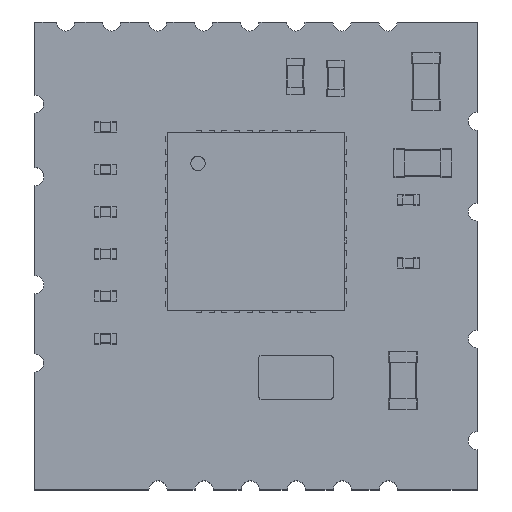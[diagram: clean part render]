
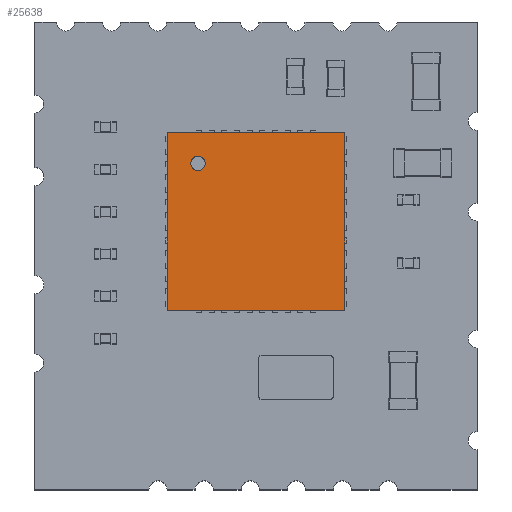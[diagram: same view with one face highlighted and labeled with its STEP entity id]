
A CAD part, top view. The second image highlights one B-rep face of the part: STEP entity #25638.
In plain terms, the highlighted free-form (B-spline) face has degree [1, 1] with [2, 2] control points.
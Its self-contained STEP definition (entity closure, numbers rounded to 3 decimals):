
#8139 = B_SPLINE_SURFACE_WITH_KNOTS('',1,1,(
    (#8140,#8141)
    ,(#8142,#8143
    )),.UNSPECIFIED.,.F.,.F.,.F.,(2,2),(2,2),(0.,1.),(-4.9,0.),
  .PIECEWISE_BEZIER_KNOTS.);
#8140 = CARTESIAN_POINT('',(2.45,2.45,0.1));
#8141 = CARTESIAN_POINT('',(-2.45,2.45,0.1));
#8142 = CARTESIAN_POINT('',(2.45,2.45,1.1));
#8143 = CARTESIAN_POINT('',(-2.45,2.45,1.1));
#8164 = B_SPLINE_SURFACE_WITH_KNOTS('',1,1,(
    (#8165,#8166)
    ,(#8167,#8168
    )),.UNSPECIFIED.,.F.,.F.,.F.,(2,2),(2,2),(0.,1.),(0.,4.9),
  .PIECEWISE_BEZIER_KNOTS.);
#8165 = CARTESIAN_POINT('',(-2.45,2.45,0.1));
#8166 = CARTESIAN_POINT('',(-2.45,-2.45,0.1));
#8167 = CARTESIAN_POINT('',(-2.45,2.45,1.1));
#8168 = CARTESIAN_POINT('',(-2.45,-2.45,1.1));
#9519 = B_SPLINE_SURFACE_WITH_KNOTS('',1,1,(
    (#9520,#9521)
    ,(#9522,#9523
    )),.UNSPECIFIED.,.F.,.F.,.F.,(2,2),(2,2),(0.,1.),(-4.9,0.),
  .PIECEWISE_BEZIER_KNOTS.);
#9520 = CARTESIAN_POINT('',(2.45,-2.45,0.1));
#9521 = CARTESIAN_POINT('',(-2.45,-2.45,0.1));
#9522 = CARTESIAN_POINT('',(2.45,-2.45,1.1));
#9523 = CARTESIAN_POINT('',(-2.45,-2.45,1.1));
#10494 = B_SPLINE_SURFACE_WITH_KNOTS('',1,1,(
    (#10495,#10496)
    ,(#10497,#10498
    )),.UNSPECIFIED.,.F.,.F.,.F.,(2,2),(2,2),(0.,1.),(0.,4.9),
  .PIECEWISE_BEZIER_KNOTS.);
#10495 = CARTESIAN_POINT('',(2.45,2.45,0.1));
#10496 = CARTESIAN_POINT('',(2.45,-2.45,0.1));
#10497 = CARTESIAN_POINT('',(2.45,2.45,1.1));
#10498 = CARTESIAN_POINT('',(2.45,-2.45,1.1));
#12793 = EDGE_CURVE('',#12794,#12796,#12798,.T.);
#12794 = VERTEX_POINT('',#12795);
#12795 = CARTESIAN_POINT('',(-2.45,2.45,1.1));
#12796 = VERTEX_POINT('',#12797);
#12797 = CARTESIAN_POINT('',(2.45,2.45,1.1));
#12798 = SURFACE_CURVE('',#12799,(#12802,#12808),.PCURVE_S1.);
#12799 = B_SPLINE_CURVE_WITH_KNOTS('',1,(#12800,#12801),.UNSPECIFIED.,
  .F.,.F.,(2,2),(0.,4.9),.PIECEWISE_BEZIER_KNOTS.);
#12800 = CARTESIAN_POINT('',(-2.45,2.45,1.1));
#12801 = CARTESIAN_POINT('',(2.45,2.45,1.1));
#12802 = PCURVE('',#8139,#12803);
#12803 = DEFINITIONAL_REPRESENTATION('',(#12804),#12807);
#12804 = B_SPLINE_CURVE_WITH_KNOTS('',1,(#12805,#12806),.UNSPECIFIED.,
  .F.,.F.,(2,2),(0.,4.9),.PIECEWISE_BEZIER_KNOTS.);
#12805 = CARTESIAN_POINT('',(1.,0.));
#12806 = CARTESIAN_POINT('',(1.,-4.9));
#12807 = ( GEOMETRIC_REPRESENTATION_CONTEXT(2) 
PARAMETRIC_REPRESENTATION_CONTEXT() REPRESENTATION_CONTEXT('2D SPACE',''
  ) );
#12808 = PCURVE('',#12809,#12814);
#12809 = B_SPLINE_SURFACE_WITH_KNOTS('',1,1,(
    (#12810,#12811)
    ,(#12812,#12813
    )),.UNSPECIFIED.,.F.,.F.,.F.,(2,2),(2,2),(0.,4.9),(
    0.,4.9),.PIECEWISE_BEZIER_KNOTS.);
#12810 = CARTESIAN_POINT('',(-2.45,2.45,1.1));
#12811 = CARTESIAN_POINT('',(2.45,2.45,1.1));
#12812 = CARTESIAN_POINT('',(-2.45,-2.45,1.1));
#12813 = CARTESIAN_POINT('',(2.45,-2.45,1.1));
#12814 = DEFINITIONAL_REPRESENTATION('',(#12815),#12818);
#12815 = B_SPLINE_CURVE_WITH_KNOTS('',1,(#12816,#12817),.UNSPECIFIED.,
  .F.,.F.,(2,2),(0.,4.9),.PIECEWISE_BEZIER_KNOTS.);
#12816 = CARTESIAN_POINT('',(0.,0.));
#12817 = CARTESIAN_POINT('',(0.,4.9));
#12818 = ( GEOMETRIC_REPRESENTATION_CONTEXT(2) 
PARAMETRIC_REPRESENTATION_CONTEXT() REPRESENTATION_CONTEXT('2D SPACE',''
  ) );
#13502 = EDGE_CURVE('',#12794,#13503,#13505,.T.);
#13503 = VERTEX_POINT('',#13504);
#13504 = CARTESIAN_POINT('',(-2.45,-2.45,1.1));
#13505 = SURFACE_CURVE('',#13506,(#13509,#13515),.PCURVE_S1.);
#13506 = B_SPLINE_CURVE_WITH_KNOTS('',1,(#13507,#13508),.UNSPECIFIED.,
  .F.,.F.,(2,2),(0.,4.9),.PIECEWISE_BEZIER_KNOTS.);
#13507 = CARTESIAN_POINT('',(-2.45,2.45,1.1));
#13508 = CARTESIAN_POINT('',(-2.45,-2.45,1.1));
#13509 = PCURVE('',#8164,#13510);
#13510 = DEFINITIONAL_REPRESENTATION('',(#13511),#13514);
#13511 = B_SPLINE_CURVE_WITH_KNOTS('',1,(#13512,#13513),.UNSPECIFIED.,
  .F.,.F.,(2,2),(0.,4.9),.PIECEWISE_BEZIER_KNOTS.);
#13512 = CARTESIAN_POINT('',(1.,0.));
#13513 = CARTESIAN_POINT('',(1.,4.9));
#13514 = ( GEOMETRIC_REPRESENTATION_CONTEXT(2) 
PARAMETRIC_REPRESENTATION_CONTEXT() REPRESENTATION_CONTEXT('2D SPACE',''
  ) );
#13515 = PCURVE('',#12809,#13516);
#13516 = DEFINITIONAL_REPRESENTATION('',(#13517),#13520);
#13517 = B_SPLINE_CURVE_WITH_KNOTS('',1,(#13518,#13519),.UNSPECIFIED.,
  .F.,.F.,(2,2),(0.,4.9),.PIECEWISE_BEZIER_KNOTS.);
#13518 = CARTESIAN_POINT('',(0.,0.));
#13519 = CARTESIAN_POINT('',(4.9,0.));
#13520 = ( GEOMETRIC_REPRESENTATION_CONTEXT(2) 
PARAMETRIC_REPRESENTATION_CONTEXT() REPRESENTATION_CONTEXT('2D SPACE',''
  ) );
#18441 = EDGE_CURVE('',#12796,#18442,#18444,.T.);
#18442 = VERTEX_POINT('',#18443);
#18443 = CARTESIAN_POINT('',(2.45,-2.45,1.1));
#18444 = SURFACE_CURVE('',#18445,(#18448,#18454),.PCURVE_S1.);
#18445 = B_SPLINE_CURVE_WITH_KNOTS('',1,(#18446,#18447),.UNSPECIFIED.,
  .F.,.F.,(2,2),(0.,4.9),.PIECEWISE_BEZIER_KNOTS.);
#18446 = CARTESIAN_POINT('',(2.45,2.45,1.1));
#18447 = CARTESIAN_POINT('',(2.45,-2.45,1.1));
#18448 = PCURVE('',#10494,#18449);
#18449 = DEFINITIONAL_REPRESENTATION('',(#18450),#18453);
#18450 = B_SPLINE_CURVE_WITH_KNOTS('',1,(#18451,#18452),.UNSPECIFIED.,
  .F.,.F.,(2,2),(0.,4.9),.PIECEWISE_BEZIER_KNOTS.);
#18451 = CARTESIAN_POINT('',(1.,0.));
#18452 = CARTESIAN_POINT('',(1.,4.9));
#18453 = ( GEOMETRIC_REPRESENTATION_CONTEXT(2) 
PARAMETRIC_REPRESENTATION_CONTEXT() REPRESENTATION_CONTEXT('2D SPACE',''
  ) );
#18454 = PCURVE('',#12809,#18455);
#18455 = DEFINITIONAL_REPRESENTATION('',(#18456),#18459);
#18456 = B_SPLINE_CURVE_WITH_KNOTS('',1,(#18457,#18458),.UNSPECIFIED.,
  .F.,.F.,(2,2),(0.,4.9),.PIECEWISE_BEZIER_KNOTS.);
#18457 = CARTESIAN_POINT('',(0.,4.9));
#18458 = CARTESIAN_POINT('',(4.9,4.9));
#18459 = ( GEOMETRIC_REPRESENTATION_CONTEXT(2) 
PARAMETRIC_REPRESENTATION_CONTEXT() REPRESENTATION_CONTEXT('2D SPACE',''
  ) );
#20978 = EDGE_CURVE('',#13503,#18442,#20979,.T.);
#20979 = SURFACE_CURVE('',#20980,(#20983,#20989),.PCURVE_S1.);
#20980 = B_SPLINE_CURVE_WITH_KNOTS('',1,(#20981,#20982),.UNSPECIFIED.,
  .F.,.F.,(2,2),(0.,4.9),.PIECEWISE_BEZIER_KNOTS.);
#20981 = CARTESIAN_POINT('',(-2.45,-2.45,1.1));
#20982 = CARTESIAN_POINT('',(2.45,-2.45,1.1));
#20983 = PCURVE('',#9519,#20984);
#20984 = DEFINITIONAL_REPRESENTATION('',(#20985),#20988);
#20985 = B_SPLINE_CURVE_WITH_KNOTS('',1,(#20986,#20987),.UNSPECIFIED.,
  .F.,.F.,(2,2),(0.,4.9),.PIECEWISE_BEZIER_KNOTS.);
#20986 = CARTESIAN_POINT('',(1.,0.));
#20987 = CARTESIAN_POINT('',(1.,-4.9));
#20988 = ( GEOMETRIC_REPRESENTATION_CONTEXT(2) 
PARAMETRIC_REPRESENTATION_CONTEXT() REPRESENTATION_CONTEXT('2D SPACE',''
  ) );
#20989 = PCURVE('',#12809,#20990);
#20990 = DEFINITIONAL_REPRESENTATION('',(#20991),#20994);
#20991 = B_SPLINE_CURVE_WITH_KNOTS('',1,(#20992,#20993),.UNSPECIFIED.,
  .F.,.F.,(2,2),(0.,4.9),.PIECEWISE_BEZIER_KNOTS.);
#20992 = CARTESIAN_POINT('',(4.9,0.));
#20993 = CARTESIAN_POINT('',(4.9,4.9));
#20994 = ( GEOMETRIC_REPRESENTATION_CONTEXT(2) 
PARAMETRIC_REPRESENTATION_CONTEXT() REPRESENTATION_CONTEXT('2D SPACE',''
  ) );
#25638 = ADVANCED_FACE('',(#25639,#25645),#12809,.T.);
#25639 = FACE_BOUND('',#25640,.T.);
#25640 = EDGE_LOOP('',(#25641,#25642,#25643,#25644));
#25641 = ORIENTED_EDGE('',*,*,#12793,.F.);
#25642 = ORIENTED_EDGE('',*,*,#13502,.T.);
#25643 = ORIENTED_EDGE('',*,*,#20978,.T.);
#25644 = ORIENTED_EDGE('',*,*,#18441,.F.);
#25645 = FACE_BOUND('',#25646,.T.);
#25646 = EDGE_LOOP('',(#25647));
#25647 = ORIENTED_EDGE('',*,*,#25648,.T.);
#25648 = EDGE_CURVE('',#25649,#25649,#25651,.T.);
#25649 = VERTEX_POINT('',#25650);
#25650 = CARTESIAN_POINT('',(-1.6,1.4,1.1));
#25651 = SURFACE_CURVE('',#25652,(#25660,#25671),.PCURVE_S1.);
#25652 = ( BOUNDED_CURVE() B_SPLINE_CURVE(2,(#25653,#25654,#25655,#25656
    ,#25657,#25658,#25659),.UNSPECIFIED.,.T.,.F.) 
B_SPLINE_CURVE_WITH_KNOTS((1,2,2,2,2,1),(-2.094,0.,
    2.094,4.189,6.283,8.378),
.UNSPECIFIED.) CURVE() GEOMETRIC_REPRESENTATION_ITEM() 
RATIONAL_B_SPLINE_CURVE((1.,0.5,1.,0.5,1.,0.5,1.)) REPRESENTATION_ITEM(
  '') );
#25653 = CARTESIAN_POINT('',(-1.6,1.4,1.1));
#25654 = CARTESIAN_POINT('',(-1.946,1.4,1.1));
#25655 = CARTESIAN_POINT('',(-1.773,1.7,1.1));
#25656 = CARTESIAN_POINT('',(-1.6,2.,1.1));
#25657 = CARTESIAN_POINT('',(-1.427,1.7,1.1));
#25658 = CARTESIAN_POINT('',(-1.254,1.4,1.1));
#25659 = CARTESIAN_POINT('',(-1.6,1.4,1.1));
#25660 = PCURVE('',#12809,#25661);
#25661 = DEFINITIONAL_REPRESENTATION('',(#25662),#25670);
#25662 = ( BOUNDED_CURVE() B_SPLINE_CURVE(2,(#25663,#25664,#25665,#25666
    ,#25667,#25668,#25669),.UNSPECIFIED.,.T.,.F.) 
B_SPLINE_CURVE_WITH_KNOTS((3,2,2,3),(0.,2.094,4.189,
6.283),.PIECEWISE_BEZIER_KNOTS.) CURVE() 
GEOMETRIC_REPRESENTATION_ITEM() RATIONAL_B_SPLINE_CURVE((1.,0.5,1.,0.5,
1.,0.5,1.)) REPRESENTATION_ITEM('') );
#25663 = CARTESIAN_POINT('',(1.05,0.85));
#25664 = CARTESIAN_POINT('',(1.05,0.504));
#25665 = CARTESIAN_POINT('',(0.75,0.677));
#25666 = CARTESIAN_POINT('',(0.45,0.85));
#25667 = CARTESIAN_POINT('',(0.75,1.023));
#25668 = CARTESIAN_POINT('',(1.05,1.196));
#25669 = CARTESIAN_POINT('',(1.05,0.85));
#25670 = ( GEOMETRIC_REPRESENTATION_CONTEXT(2) 
PARAMETRIC_REPRESENTATION_CONTEXT() REPRESENTATION_CONTEXT('2D SPACE',''
  ) );
#25671 = PCURVE('',#25672,#25687);
#25672 = ( BOUNDED_SURFACE() B_SPLINE_SURFACE(2,1,(
    (#25673,#25674)
    ,(#25675,#25676)
    ,(#25677,#25678)
    ,(#25679,#25680)
    ,(#25681,#25682)
    ,(#25683,#25684)
    ,(#25685,#25686
)),.UNSPECIFIED.,.T.,.F.,.F.) B_SPLINE_SURFACE_WITH_KNOTS((3,2,2,3),(2,2
    ),(0.,2.094,4.189,6.283),(0.1,0.2),
.PIECEWISE_BEZIER_KNOTS.) GEOMETRIC_REPRESENTATION_ITEM() 
RATIONAL_B_SPLINE_SURFACE((
    (1.,1.)
    ,(0.5,0.5)
    ,(1.,1.)
    ,(0.5,0.5)
    ,(1.,1.)
    ,(0.5,0.5)
,(1.,1.))) REPRESENTATION_ITEM('') SURFACE() );
#25673 = CARTESIAN_POINT('',(-1.6,1.4,1.1));
#25674 = CARTESIAN_POINT('',(-1.6,1.4,1.));
#25675 = CARTESIAN_POINT('',(-1.946,1.4,1.1));
#25676 = CARTESIAN_POINT('',(-1.946,1.4,1.));
#25677 = CARTESIAN_POINT('',(-1.773,1.7,1.1));
#25678 = CARTESIAN_POINT('',(-1.773,1.7,1.));
#25679 = CARTESIAN_POINT('',(-1.6,2.,1.1));
#25680 = CARTESIAN_POINT('',(-1.6,2.,1.));
#25681 = CARTESIAN_POINT('',(-1.427,1.7,1.1));
#25682 = CARTESIAN_POINT('',(-1.427,1.7,1.));
#25683 = CARTESIAN_POINT('',(-1.254,1.4,1.1));
#25684 = CARTESIAN_POINT('',(-1.254,1.4,1.));
#25685 = CARTESIAN_POINT('',(-1.6,1.4,1.1));
#25686 = CARTESIAN_POINT('',(-1.6,1.4,1.));
#25687 = DEFINITIONAL_REPRESENTATION('',(#25688),#25696);
#25688 = B_SPLINE_CURVE_WITH_KNOTS('',2,(#25689,#25690,#25691,#25692,
    #25693,#25694,#25695),.UNSPECIFIED.,.F.,.F.,(3,2,2,3),(0.,
    2.094,4.189,6.283),
  .PIECEWISE_BEZIER_KNOTS.);
#25689 = CARTESIAN_POINT('',(0.,0.1));
#25690 = CARTESIAN_POINT('',(1.047,0.1));
#25691 = CARTESIAN_POINT('',(2.094,0.1));
#25692 = CARTESIAN_POINT('',(3.142,0.1));
#25693 = CARTESIAN_POINT('',(4.189,0.1));
#25694 = CARTESIAN_POINT('',(5.236,0.1));
#25695 = CARTESIAN_POINT('',(6.283,0.1));
#25696 = ( GEOMETRIC_REPRESENTATION_CONTEXT(2) 
PARAMETRIC_REPRESENTATION_CONTEXT() REPRESENTATION_CONTEXT('2D SPACE',''
  ) );
